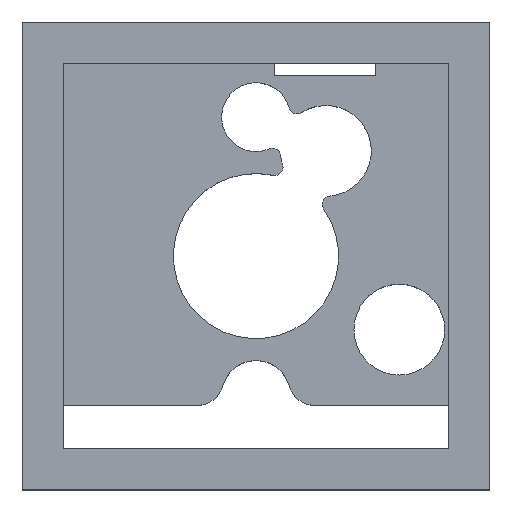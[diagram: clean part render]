
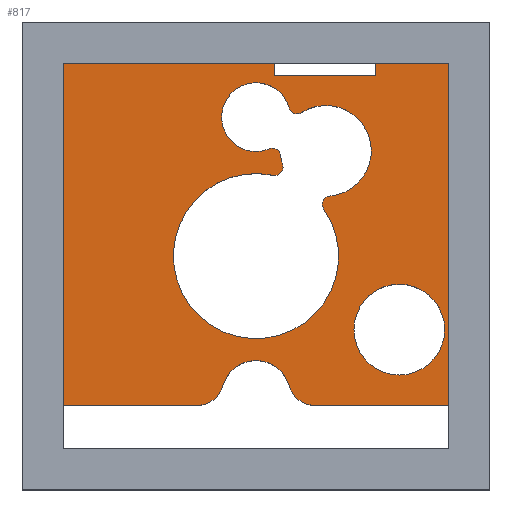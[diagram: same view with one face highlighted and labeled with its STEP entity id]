
A CAD part, top view. The second image highlights one B-rep face of the part: STEP entity #817.
In plain terms, the highlighted planar face has unit normal (0, 0, 1).
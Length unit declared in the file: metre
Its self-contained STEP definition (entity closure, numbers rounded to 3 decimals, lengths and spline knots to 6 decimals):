
#36=CIRCLE('',#884,0.00165);
#37=CIRCLE('',#885,0.00165);
#38=CIRCLE('',#886,0.0003);
#39=CIRCLE('',#887,0.003);
#40=CIRCLE('',#888,0.0003);
#41=CIRCLE('',#889,0.00165);
#42=CIRCLE('',#890,0.0003);
#43=CIRCLE('',#891,0.00125);
#44=CIRCLE('',#892,0.0003);
#45=CIRCLE('',#893,0.001);
#46=CIRCLE('',#894,0.00125);
#47=CIRCLE('',#895,0.001);
#112=ORIENTED_EDGE('',*,*,#346,.F.);
#113=ORIENTED_EDGE('',*,*,#347,.F.);
#114=ORIENTED_EDGE('',*,*,#348,.T.);
#115=ORIENTED_EDGE('',*,*,#349,.F.);
#116=ORIENTED_EDGE('',*,*,#350,.T.);
#117=ORIENTED_EDGE('',*,*,#351,.F.);
#118=ORIENTED_EDGE('',*,*,#352,.T.);
#119=ORIENTED_EDGE('',*,*,#353,.F.);
#120=ORIENTED_EDGE('',*,*,#354,.T.);
#121=ORIENTED_EDGE('',*,*,#324,.T.);
#122=ORIENTED_EDGE('',*,*,#355,.T.);
#123=ORIENTED_EDGE('',*,*,#356,.T.);
#124=ORIENTED_EDGE('',*,*,#357,.T.);
#125=ORIENTED_EDGE('',*,*,#358,.F.);
#126=ORIENTED_EDGE('',*,*,#359,.T.);
#127=ORIENTED_EDGE('',*,*,#360,.T.);
#128=ORIENTED_EDGE('',*,*,#318,.T.);
#129=ORIENTED_EDGE('',*,*,#361,.T.);
#130=ORIENTED_EDGE('',*,*,#321,.F.);
#131=ORIENTED_EDGE('',*,*,#362,.T.);
#132=ORIENTED_EDGE('',*,*,#363,.F.);
#133=ORIENTED_EDGE('',*,*,#364,.F.);
#134=ORIENTED_EDGE('',*,*,#365,.F.);
#135=ORIENTED_EDGE('',*,*,#366,.T.);
#136=ORIENTED_EDGE('',*,*,#367,.F.);
#137=ORIENTED_EDGE('',*,*,#368,.T.);
#138=ORIENTED_EDGE('',*,*,#369,.T.);
#139=ORIENTED_EDGE('',*,*,#370,.F.);
#140=ORIENTED_EDGE('',*,*,#371,.T.);
#318=EDGE_CURVE('',#437,#438,#507,.T.);
#321=EDGE_CURVE('',#440,#441,#510,.T.);
#324=EDGE_CURVE('',#442,#414,#513,.T.);
#346=EDGE_CURVE('',#459,#459,#36,.T.);
#347=EDGE_CURVE('',#460,#461,#37,.T.);
#348=EDGE_CURVE('',#460,#462,#38,.T.);
#349=EDGE_CURVE('',#463,#462,#39,.T.);
#350=EDGE_CURVE('',#463,#464,#40,.T.);
#351=EDGE_CURVE('',#465,#464,#41,.T.);
#352=EDGE_CURVE('',#465,#466,#42,.T.);
#353=EDGE_CURVE('',#467,#466,#43,.T.);
#354=EDGE_CURVE('',#467,#461,#44,.T.);
#355=EDGE_CURVE('',#414,#468,#535,.T.);
#356=EDGE_CURVE('',#468,#469,#536,.T.);
#357=EDGE_CURVE('',#469,#470,#537,.T.);
#358=EDGE_CURVE('',#471,#470,#538,.T.);
#359=EDGE_CURVE('',#471,#472,#539,.T.);
#360=EDGE_CURVE('',#472,#437,#540,.T.);
#361=EDGE_CURVE('',#438,#441,#541,.T.);
#362=EDGE_CURVE('',#440,#473,#542,.T.);
#363=EDGE_CURVE('',#474,#473,#543,.T.);
#364=EDGE_CURVE('',#475,#474,#544,.T.);
#365=EDGE_CURVE('',#476,#475,#545,.T.);
#366=EDGE_CURVE('',#476,#477,#546,.T.);
#367=EDGE_CURVE('',#478,#477,#547,.T.);
#368=EDGE_CURVE('',#478,#479,#548,.T.);
#369=EDGE_CURVE('',#479,#480,#45,.T.);
#370=EDGE_CURVE('',#481,#480,#46,.T.);
#371=EDGE_CURVE('',#481,#442,#47,.T.);
#414=VERTEX_POINT('',#1164);
#437=VERTEX_POINT('',#1212);
#438=VERTEX_POINT('',#1215);
#440=VERTEX_POINT('',#1221);
#441=VERTEX_POINT('',#1223);
#442=VERTEX_POINT('',#1228);
#459=VERTEX_POINT('',#1272);
#460=VERTEX_POINT('',#1274);
#461=VERTEX_POINT('',#1275);
#462=VERTEX_POINT('',#1277);
#463=VERTEX_POINT('',#1279);
#464=VERTEX_POINT('',#1281);
#465=VERTEX_POINT('',#1283);
#466=VERTEX_POINT('',#1285);
#467=VERTEX_POINT('',#1287);
#468=VERTEX_POINT('',#1290);
#469=VERTEX_POINT('',#1292);
#470=VERTEX_POINT('',#1294);
#471=VERTEX_POINT('',#1296);
#472=VERTEX_POINT('',#1298);
#473=VERTEX_POINT('',#1302);
#474=VERTEX_POINT('',#1304);
#475=VERTEX_POINT('',#1306);
#476=VERTEX_POINT('',#1308);
#477=VERTEX_POINT('',#1310);
#478=VERTEX_POINT('',#1312);
#479=VERTEX_POINT('',#1314);
#480=VERTEX_POINT('',#1316);
#481=VERTEX_POINT('',#1318);
#507=LINE('',#1216,#604);
#510=LINE('',#1222,#607);
#513=LINE('',#1227,#610);
#535=LINE('',#1289,#632);
#536=LINE('',#1291,#633);
#537=LINE('',#1293,#634);
#538=LINE('',#1295,#635);
#539=LINE('',#1297,#636);
#540=LINE('',#1299,#637);
#541=LINE('',#1300,#638);
#542=LINE('',#1301,#639);
#543=LINE('',#1303,#640);
#544=LINE('',#1305,#641);
#545=LINE('',#1307,#642);
#546=LINE('',#1309,#643);
#547=LINE('',#1311,#644);
#548=LINE('',#1313,#645);
#604=VECTOR('',#975,1.);
#607=VECTOR('',#980,1.);
#610=VECTOR('',#985,1.);
#632=VECTOR('',#1035,1.);
#633=VECTOR('',#1036,1.);
#634=VECTOR('',#1037,1.);
#635=VECTOR('',#1038,1.);
#636=VECTOR('',#1039,1.);
#637=VECTOR('',#1040,1.);
#638=VECTOR('',#1041,1.);
#639=VECTOR('',#1042,1.);
#640=VECTOR('',#1043,1.);
#641=VECTOR('',#1044,1.);
#642=VECTOR('',#1045,1.);
#643=VECTOR('',#1046,1.);
#644=VECTOR('',#1047,1.);
#645=VECTOR('',#1048,1.);
#697=EDGE_LOOP('',(#112));
#698=EDGE_LOOP('',(#113,#114,#115,#116,#117,#118,#119,#120));
#699=EDGE_LOOP('',(#121,#122,#123,#124,#125,#126,#127,#128,#129,#130,#131,
#132,#133,#134,#135,#136,#137,#138,#139,#140));
#744=FACE_BOUND('',#697,.T.);
#745=FACE_BOUND('',#698,.T.);
#746=FACE_BOUND('',#699,.T.);
#788=PLANE('',#883);
#817=ADVANCED_FACE('',(#744,#745,#746),#788,.T.);
#883=AXIS2_PLACEMENT_3D('',#1270,#1015,#1016);
#884=AXIS2_PLACEMENT_3D('',#1271,#1017,#1018);
#885=AXIS2_PLACEMENT_3D('',#1273,#1019,#1020);
#886=AXIS2_PLACEMENT_3D('',#1276,#1021,#1022);
#887=AXIS2_PLACEMENT_3D('',#1278,#1023,#1024);
#888=AXIS2_PLACEMENT_3D('',#1280,#1025,#1026);
#889=AXIS2_PLACEMENT_3D('',#1282,#1027,#1028);
#890=AXIS2_PLACEMENT_3D('',#1284,#1029,#1030);
#891=AXIS2_PLACEMENT_3D('',#1286,#1031,#1032);
#892=AXIS2_PLACEMENT_3D('',#1288,#1033,#1034);
#893=AXIS2_PLACEMENT_3D('',#1315,#1049,#1050);
#894=AXIS2_PLACEMENT_3D('',#1317,#1051,#1052);
#895=AXIS2_PLACEMENT_3D('',#1319,#1053,#1054);
#975=DIRECTION('',(0.,-1.,0.));
#980=DIRECTION('',(0.,-1.,0.));
#985=DIRECTION('',(1.,0.,0.));
#1015=DIRECTION('',(0.,0.,1.));
#1016=DIRECTION('',(1.,0.,0.));
#1017=DIRECTION('',(0.,0.,1.));
#1018=DIRECTION('',(1.,0.,0.));
#1019=DIRECTION('',(0.,0.,1.));
#1020=DIRECTION('',(1.,0.,0.));
#1021=DIRECTION('',(0.,0.,1.));
#1022=DIRECTION('',(1.,0.,0.));
#1023=DIRECTION('',(0.,0.,1.));
#1024=DIRECTION('',(1.,0.,0.));
#1025=DIRECTION('',(0.,0.,1.));
#1026=DIRECTION('',(1.,0.,0.));
#1027=DIRECTION('',(0.,0.,1.));
#1028=DIRECTION('',(1.,0.,0.));
#1029=DIRECTION('',(0.,0.,1.));
#1030=DIRECTION('',(1.,0.,0.));
#1031=DIRECTION('',(0.,0.,1.));
#1032=DIRECTION('',(1.,0.,0.));
#1033=DIRECTION('',(0.,0.,1.));
#1034=DIRECTION('',(1.,0.,0.));
#1035=DIRECTION('',(0.,1.,0.));
#1036=DIRECTION('',(1.,0.,0.));
#1037=DIRECTION('',(0.,1.,0.));
#1038=DIRECTION('',(1.,0.,0.));
#1039=DIRECTION('',(0.,1.,0.));
#1040=DIRECTION('',(-1.,0.,0.));
#1041=DIRECTION('',(-1.,0.,0.));
#1042=DIRECTION('',(-1.,0.,0.));
#1043=DIRECTION('',(0.,1.,0.));
#1044=DIRECTION('',(1.,0.,0.));
#1045=DIRECTION('',(0.,1.,0.));
#1046=DIRECTION('',(1.,0.,0.));
#1047=DIRECTION('',(0.,1.,0.));
#1048=DIRECTION('',(1.,0.,0.));
#1049=DIRECTION('',(0.,0.,1.));
#1050=DIRECTION('',(1.,0.,0.));
#1051=DIRECTION('',(0.,0.,1.));
#1052=DIRECTION('',(1.,0.,0.));
#1053=DIRECTION('',(0.,0.,1.));
#1054=DIRECTION('',(1.,0.,0.));
#1164=CARTESIAN_POINT('',(0.007,-0.005435,-0.005));
#1212=CARTESIAN_POINT('',(0.00436,0.007,-0.005));
#1215=CARTESIAN_POINT('',(0.00436,0.006565,-0.005));
#1216=CARTESIAN_POINT('',(0.00436,0.,-0.005));
#1221=CARTESIAN_POINT('',(0.00066,0.007,-0.005));
#1222=CARTESIAN_POINT('',(0.00066,0.,-0.005));
#1223=CARTESIAN_POINT('',(0.00066,0.006565,-0.005));
#1227=CARTESIAN_POINT('',(0.,-0.005435,-0.005));
#1228=CARTESIAN_POINT('',(0.002164,-0.005435,-0.005));
#1270=CARTESIAN_POINT('',(0.,0.,-0.005));
#1271=CARTESIAN_POINT('',(0.005209,-0.002674,-0.005));
#1272=CARTESIAN_POINT('',(0.006859,-0.002674,-0.005));
#1273=CARTESIAN_POINT('',(0.002539,0.003824,-0.005));
#1274=CARTESIAN_POINT('',(0.002685,0.00218,-0.005));
#1275=CARTESIAN_POINT('',(0.001653,0.005216,-0.005));
#1276=CARTESIAN_POINT('',(0.002711,0.001881,-0.005));
#1277=CARTESIAN_POINT('',(0.002465,0.00171,-0.005));
#1278=CARTESIAN_POINT('',(0.,0.,-0.005));
#1279=CARTESIAN_POINT('',(0.00062,0.002935,-0.005));
#1280=CARTESIAN_POINT('',(0.000682,0.003229,-0.005));
#1281=CARTESIAN_POINT('',(0.000968,0.00332,-0.005));
#1282=CARTESIAN_POINT('',(0.002539,0.003824,-0.005));
#1283=CARTESIAN_POINT('',(0.000898,0.003652,-0.005));
#1284=CARTESIAN_POINT('',(0.0006,0.003621,-0.005));
#1285=CARTESIAN_POINT('',(0.000484,0.003897,-0.005));
#1286=CARTESIAN_POINT('',(0.,0.00505,-0.005));
#1287=CARTESIAN_POINT('',(0.001204,0.005388,-0.005));
#1288=CARTESIAN_POINT('',(0.001492,0.005469,-0.005));
#1289=CARTESIAN_POINT('',(0.007,0.,-0.005));
#1290=CARTESIAN_POINT('',(0.007,-0.003,-0.005));
#1291=CARTESIAN_POINT('',(0.,-0.003,-0.005));
#1292=CARTESIAN_POINT('',(0.007938,-0.003,-0.005));
#1293=CARTESIAN_POINT('',(0.007938,0.,-0.005));
#1294=CARTESIAN_POINT('',(0.007938,0.003,-0.005));
#1295=CARTESIAN_POINT('',(0.,0.003,-0.005));
#1296=CARTESIAN_POINT('',(0.007,0.003,-0.005));
#1297=CARTESIAN_POINT('',(0.007,0.,-0.005));
#1298=CARTESIAN_POINT('',(0.007,0.007,-0.005));
#1299=CARTESIAN_POINT('',(0.,0.007,-0.005));
#1300=CARTESIAN_POINT('',(0.,0.006565,-0.005));
#1301=CARTESIAN_POINT('',(0.,0.007,-0.005));
#1302=CARTESIAN_POINT('',(-0.007,0.007,-0.005));
#1303=CARTESIAN_POINT('',(-0.007,0.,-0.005));
#1304=CARTESIAN_POINT('',(-0.007,0.003,-0.005));
#1305=CARTESIAN_POINT('',(0.,0.003,-0.005));
#1306=CARTESIAN_POINT('',(-0.007938,0.003,-0.005));
#1307=CARTESIAN_POINT('',(-0.007938,0.,-0.005));
#1308=CARTESIAN_POINT('',(-0.007938,-0.003,-0.005));
#1309=CARTESIAN_POINT('',(0.,-0.003,-0.005));
#1310=CARTESIAN_POINT('',(-0.007,-0.003,-0.005));
#1311=CARTESIAN_POINT('',(-0.007,0.,-0.005));
#1312=CARTESIAN_POINT('',(-0.007,-0.005435,-0.005));
#1313=CARTESIAN_POINT('',(0.,-0.005435,-0.005));
#1314=CARTESIAN_POINT('',(-0.002164,-0.005435,-0.005));
#1315=CARTESIAN_POINT('',(-0.002164,-0.004435,-0.005));
#1316=CARTESIAN_POINT('',(-0.001202,-0.004708,-0.005));
#1317=CARTESIAN_POINT('',(0.,-0.00505,-0.005));
#1318=CARTESIAN_POINT('',(0.001202,-0.004708,-0.005));
#1319=CARTESIAN_POINT('',(0.002164,-0.004435,-0.005));
